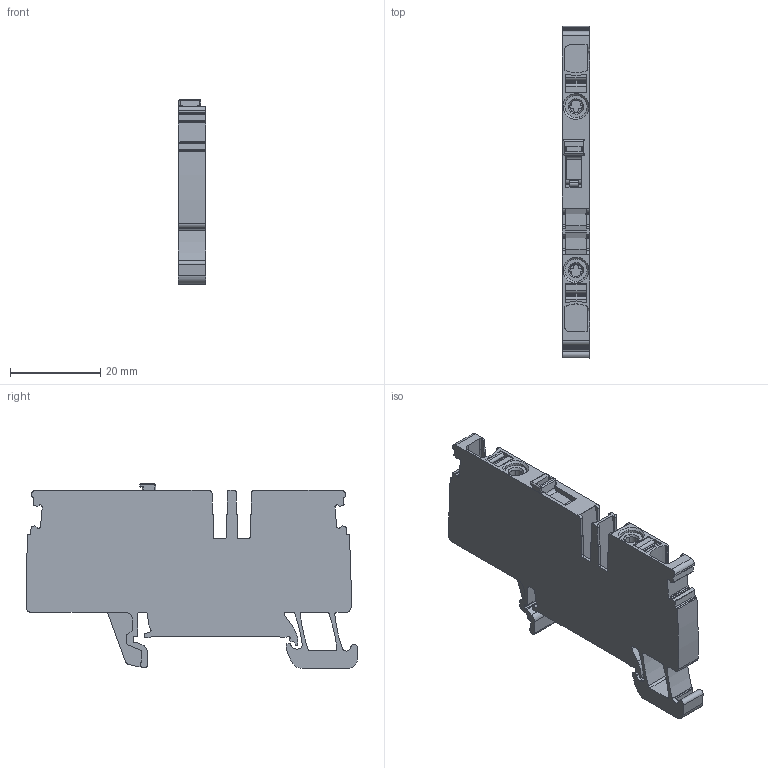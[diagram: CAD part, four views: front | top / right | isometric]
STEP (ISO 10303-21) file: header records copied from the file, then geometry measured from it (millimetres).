
FILE_DESCRIPTION(('CATIA V5 STEP Exchange','CAx-IF Rec.Pracs.--- Model Styling and Organization---1.5--- 2016-08-15','CAx-IF Rec.Pracs.---Supplemental Geometry---1.0---2011-11-01','CAx-IF Rec.Pracs.--- Composite Materials ---1.1---2010-07-15'),'2;1');
FILE_NAME ('9119297_3', '2024-05-29T10:45:15+00:00', ('none'), ('Weidmueller'), 'CATIA Version 5-6 Release 2022 SP4 HF5', 'CATIA V5 STEP AP214 v3', 'none');
FILE_SCHEMA(('AUTOMOTIVE_DESIGN { 1 0 10303 214 1 1 1 1 }'));
Length unit declared in the file: millimetre
Products named in the file (1): 2429880000_ADT_4_2C_BL
Bounding box: 6.1 x 73.39 x 40.9 mm (x, y, z)
Volume: 11709.9 mm3; surface area: 7611.6 mm2
Topology: 1 solids, 1 shells, 513 faces, 1509 edges, 1004 vertices
Faces by surface type: cylinder 253, plane 224, extrusion 26, cone 8, bspline 2
Entity records: 17369 total; most frequent: CARTESIAN_POINT 3748, ORIENTED_EDGE 3014, DIRECTION 2202, EDGE_CURVE 1507, VERTEX_POINT 1004, VECTOR 978, LINE 952, AXIS2_PLACEMENT_3D 840
